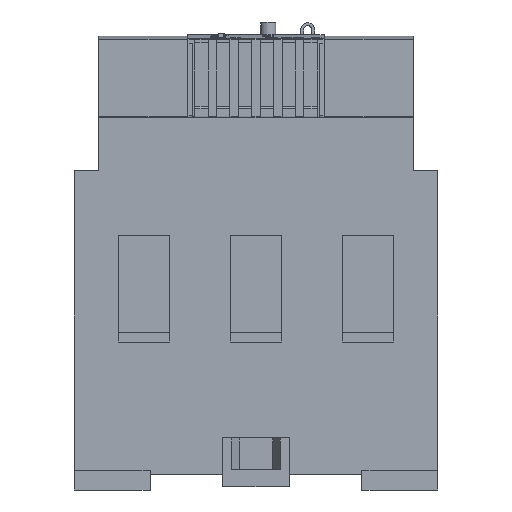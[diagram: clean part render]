
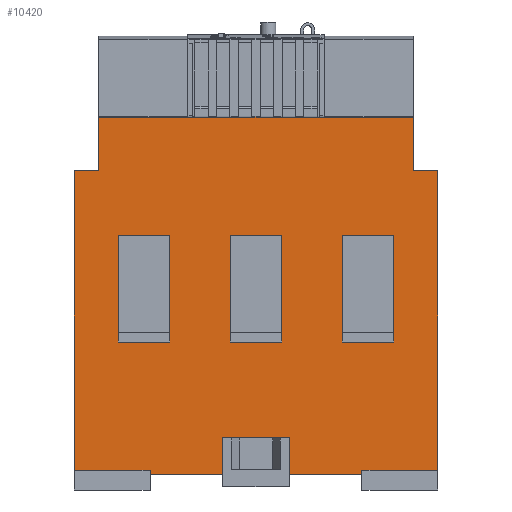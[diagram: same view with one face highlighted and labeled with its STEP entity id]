
A CAD part, front view. The second image highlights one B-rep face of the part: STEP entity #10420.
In plain terms, the highlighted planar face has unit normal (0, -1, 0).
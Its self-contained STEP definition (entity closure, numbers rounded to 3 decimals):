
#10420=ADVANCED_FACE('',(#27903,#27904,#27905,#27906),#27907,.F.);
#20038=VERTEX_POINT('',#37798);
#20040=VERTEX_POINT('',#37800);
#20042=EDGE_CURVE('',#20038,#20040,#37802,.T.);
#20070=VERTEX_POINT('',#37830);
#20072=EDGE_CURVE('',#20070,#20038,#37832,.T.);
#20122=VERTEX_POINT('',#37882);
#20124=EDGE_CURVE('',#20040,#20122,#37884,.T.);
#20136=VERTEX_POINT('',#37896);
#20138=EDGE_CURVE('',#20070,#20136,#37898,.T.);
#20324=VERTEX_POINT('',#38084);
#20328=EDGE_CURVE('',#20324,#20122,#38088,.T.);
#20598=VERTEX_POINT('',#38358);
#20602=VERTEX_POINT('',#38362);
#20604=EDGE_CURVE('',#20598,#20602,#38364,.T.);
#20678=VERTEX_POINT('',#38438);
#20682=VERTEX_POINT('',#38442);
#20684=EDGE_CURVE('',#20678,#20682,#38444,.T.);
#20746=VERTEX_POINT('',#38506);
#20748=EDGE_CURVE('',#20746,#20136,#38508,.T.);
#21210=VERTEX_POINT('',#38970);
#21212=VERTEX_POINT('',#38972);
#21214=EDGE_CURVE('',#21210,#21212,#38974,.T.);
#21244=VERTEX_POINT('',#39004);
#21246=EDGE_CURVE('',#21244,#21210,#39006,.T.);
#21380=VERTEX_POINT('',#39140);
#21382=EDGE_CURVE('',#21212,#21380,#39142,.T.);
#21424=EDGE_CURVE('',#21380,#21244,#39184,.T.);
#21496=VERTEX_POINT('',#39256);
#21498=VERTEX_POINT('',#39258);
#21500=EDGE_CURVE('',#21496,#21498,#39260,.T.);
#21530=VERTEX_POINT('',#39290);
#21532=EDGE_CURVE('',#21530,#21496,#39292,.T.);
#21666=VERTEX_POINT('',#39426);
#21668=EDGE_CURVE('',#21498,#21666,#39428,.T.);
#21710=EDGE_CURVE('',#21666,#21530,#39470,.T.);
#21782=VERTEX_POINT('',#39542);
#21784=VERTEX_POINT('',#39544);
#21786=EDGE_CURVE('',#21782,#21784,#39546,.T.);
#21816=VERTEX_POINT('',#39576);
#21818=EDGE_CURVE('',#21816,#21782,#39578,.T.);
#21952=VERTEX_POINT('',#39712);
#21954=EDGE_CURVE('',#21784,#21952,#39714,.T.);
#21996=EDGE_CURVE('',#21952,#21816,#39756,.T.);
#22134=VERTEX_POINT('',#39894);
#22138=EDGE_CURVE('',#20324,#22134,#39898,.T.);
#22144=EDGE_CURVE('',#22134,#20602,#39904,.T.);
#22150=VERTEX_POINT('',#39910);
#22152=EDGE_CURVE('',#22150,#20598,#39912,.T.);
#22154=VERTEX_POINT('',#39914);
#22156=EDGE_CURVE('',#22154,#22150,#39916,.T.);
#22158=VERTEX_POINT('',#39918);
#22160=EDGE_CURVE('',#22158,#22154,#39920,.T.);
#22162=VERTEX_POINT('',#39922);
#22164=EDGE_CURVE('',#22162,#22158,#39924,.T.);
#22166=EDGE_CURVE('',#20682,#22162,#39926,.T.);
#22168=EDGE_CURVE('',#20678,#20746,#39928,.T.);
#27903=FACE_OUTER_BOUND('',#45653,.T.);
#27904=FACE_BOUND('',#45654,.T.);
#27905=FACE_BOUND('',#45655,.T.);
#27906=FACE_BOUND('',#45656,.T.);
#27907=PLANE('',#45657);
#37798=CARTESIAN_POINT('',(49.001,26.0,17.2));
#37800=CARTESIAN_POINT('',(71.001,26.0,17.2));
#37802=LINE('',#60830,#60831);
#37830=CARTESIAN_POINT('',(49.001,26.0,5.0));
#37832=LINE('',#60876,#60877);
#37882=CARTESIAN_POINT('',(71.001,26.0,5.0));
#37884=LINE('',#60960,#60961);
#37896=CARTESIAN_POINT('',(25.001,26.0,5.0));
#37898=LINE('',#60984,#60985);
#38084=CARTESIAN_POINT('',(95.001,26.0,5.0));
#38088=LINE('',#61270,#61271);
#38358=CARTESIAN_POINT('',(120.001,26.0,105.5));
#38362=CARTESIAN_POINT('',(120.001,26.0,6.5));
#38364=LINE('',#61698,#61699);
#38438=CARTESIAN_POINT('',(0.001,26.0,6.5));
#38442=CARTESIAN_POINT('',(0.001,26.0,105.5));
#38444=LINE('',#61818,#61819);
#38506=CARTESIAN_POINT('',(25.001,26.0,6.5));
#38508=LINE('',#61916,#61917);
#38970=CARTESIAN_POINT('',(88.501,26.0,81.1));
#38972=CARTESIAN_POINT('',(88.501,26.0,84.1));
#38974=LINE('',#62651,#62652);
#39004=CARTESIAN_POINT('',(105.501,26.0,81.1));
#39006=LINE('',#62701,#62702);
#39140=CARTESIAN_POINT('',(105.501,26.0,84.1));
#39142=LINE('',#62923,#62924);
#39184=LINE('',#62994,#62995);
#39256=CARTESIAN_POINT('',(51.501,26.0,81.1));
#39258=CARTESIAN_POINT('',(51.501,26.0,84.1));
#39260=LINE('',#63114,#63115);
#39290=CARTESIAN_POINT('',(68.501,26.0,81.1));
#39292=LINE('',#63164,#63165);
#39426=CARTESIAN_POINT('',(68.501,26.0,84.1));
#39428=LINE('',#63386,#63387);
#39470=LINE('',#63457,#63458);
#39542=CARTESIAN_POINT('',(14.501,26.0,81.1));
#39544=CARTESIAN_POINT('',(14.501,26.0,84.1));
#39546=LINE('',#63577,#63578);
#39576=CARTESIAN_POINT('',(31.501,26.0,81.1));
#39578=LINE('',#63627,#63628);
#39712=CARTESIAN_POINT('',(31.501,26.0,84.1));
#39714=LINE('',#63849,#63850);
#39756=LINE('',#63920,#63921);
#39894=CARTESIAN_POINT('',(95.001,26.0,6.5));
#39898=LINE('',#64138,#64139);
#39904=LINE('',#64150,#64151);
#39910=CARTESIAN_POINT('',(112.001,26.0,105.5));
#39912=LINE('',#64164,#64165);
#39914=CARTESIAN_POINT('',(112.001,26.0,123.152));
#39916=LINE('',#64170,#64171);
#39918=CARTESIAN_POINT('',(8.001,26.0,123.152));
#39920=LINE('',#64176,#64177);
#39922=CARTESIAN_POINT('',(8.001,26.0,105.5));
#39924=LINE('',#64182,#64183);
#39926=LINE('',#64186,#64187);
#39928=LINE('',#64190,#64191);
#45653=EDGE_LOOP('',(#78780,#78781,#78782,#78783,#78784,#78785,#78786,#78787,#78788,#78789,#78790,#78791,#78792,#78793,#78794,#78795));
#45654=EDGE_LOOP('',(#78796,#78797,#78798,#78799));
#45655=EDGE_LOOP('',(#78800,#78801,#78802,#78803));
#45656=EDGE_LOOP('',(#78804,#78805,#78806,#78807));
#45657=AXIS2_PLACEMENT_3D('',#78808,#78809,#78810);
#60830=CARTESIAN_POINT('',(60.001,26.0,17.2));
#60831=VECTOR('',#85091,1.0);
#60876=CARTESIAN_POINT('',(49.001,26.0,39.907));
#60877=VECTOR('',#85099,1.0);
#60960=CARTESIAN_POINT('',(71.001,26.0,39.907));
#60961=VECTOR('',#85115,1.0);
#60984=CARTESIAN_POINT('',(120.001,26.0,5.0));
#60985=VECTOR('',#85120,1.0);
#61270=CARTESIAN_POINT('',(120.001,26.0,5.0));
#61271=VECTOR('',#85168,1.0);
#61698=CARTESIAN_POINT('',(120.001,26.0,105.5));
#61699=VECTOR('',#85264,1.0);
#61818=CARTESIAN_POINT('',(0.001,26.0,5.0));
#61819=VECTOR('',#85289,1.0);
#61916=CARTESIAN_POINT('',(25.001,26.0,36.982));
#61917=VECTOR('',#85306,1.0);
#62651=CARTESIAN_POINT('',(88.501,26.0,72.299));
#62652=VECTOR('',#85498,1.0);
#62701=CARTESIAN_POINT('',(74.251,26.0,81.1));
#62702=VECTOR('',#85507,1.0);
#62923=CARTESIAN_POINT('',(74.251,26.0,84.1));
#62924=VECTOR('',#85550,1.0);
#62994=CARTESIAN_POINT('',(105.501,26.0,72.299));
#62995=VECTOR('',#85572,1.0);
#63114=CARTESIAN_POINT('',(51.501,26.0,72.299));
#63115=VECTOR('',#85594,1.0);
#63164=CARTESIAN_POINT('',(55.751,26.0,81.1));
#63165=VECTOR('',#85603,1.0);
#63386=CARTESIAN_POINT('',(55.751,26.0,84.1));
#63387=VECTOR('',#85646,1.0);
#63457=CARTESIAN_POINT('',(68.501,26.0,72.299));
#63458=VECTOR('',#85668,1.0);
#63577=CARTESIAN_POINT('',(14.501,26.0,72.299));
#63578=VECTOR('',#85690,1.0);
#63627=CARTESIAN_POINT('',(37.251,26.0,81.1));
#63628=VECTOR('',#85699,1.0);
#63849=CARTESIAN_POINT('',(37.251,26.0,84.1));
#63850=VECTOR('',#85742,1.0);
#63920=CARTESIAN_POINT('',(31.501,26.0,72.299));
#63921=VECTOR('',#85764,1.0);
#64138=CARTESIAN_POINT('',(95.001,26.0,36.982));
#64139=VECTOR('',#85832,1.0);
#64150=CARTESIAN_POINT('',(83.751,26.0,6.5));
#64151=VECTOR('',#85835,1.0);
#64164=CARTESIAN_POINT('',(112.001,26.0,105.5));
#64165=VECTOR('',#85838,1.0);
#64170=CARTESIAN_POINT('',(112.001,26.0,138.511));
#64171=VECTOR('',#85839,1.0);
#64176=CARTESIAN_POINT('',(30.001,26.0,123.152));
#64177=VECTOR('',#85840,1.0);
#64182=CARTESIAN_POINT('',(8.001,26.0,105.5));
#64183=VECTOR('',#85841,1.0);
#64186=CARTESIAN_POINT('',(0.001,26.0,105.5));
#64187=VECTOR('',#85842,1.0);
#64190=CARTESIAN_POINT('',(36.251,26.0,6.5));
#64191=VECTOR('',#85843,1.0);
#78780=ORIENTED_EDGE('',*,*,#20124,.T.);
#78781=ORIENTED_EDGE('',*,*,#20328,.F.);
#78782=ORIENTED_EDGE('',*,*,#22138,.T.);
#78783=ORIENTED_EDGE('',*,*,#22144,.T.);
#78784=ORIENTED_EDGE('',*,*,#20604,.F.);
#78785=ORIENTED_EDGE('',*,*,#22152,.F.);
#78786=ORIENTED_EDGE('',*,*,#22156,.F.);
#78787=ORIENTED_EDGE('',*,*,#22160,.F.);
#78788=ORIENTED_EDGE('',*,*,#22164,.F.);
#78789=ORIENTED_EDGE('',*,*,#22166,.F.);
#78790=ORIENTED_EDGE('',*,*,#20684,.F.);
#78791=ORIENTED_EDGE('',*,*,#22168,.T.);
#78792=ORIENTED_EDGE('',*,*,#20748,.T.);
#78793=ORIENTED_EDGE('',*,*,#20138,.F.);
#78794=ORIENTED_EDGE('',*,*,#20072,.T.);
#78795=ORIENTED_EDGE('',*,*,#20042,.T.);
#78796=ORIENTED_EDGE('',*,*,#21246,.T.);
#78797=ORIENTED_EDGE('',*,*,#21214,.T.);
#78798=ORIENTED_EDGE('',*,*,#21382,.T.);
#78799=ORIENTED_EDGE('',*,*,#21424,.T.);
#78800=ORIENTED_EDGE('',*,*,#21532,.T.);
#78801=ORIENTED_EDGE('',*,*,#21500,.T.);
#78802=ORIENTED_EDGE('',*,*,#21668,.T.);
#78803=ORIENTED_EDGE('',*,*,#21710,.T.);
#78804=ORIENTED_EDGE('',*,*,#21818,.T.);
#78805=ORIENTED_EDGE('',*,*,#21786,.T.);
#78806=ORIENTED_EDGE('',*,*,#21954,.T.);
#78807=ORIENTED_EDGE('',*,*,#21996,.T.);
#78808=CARTESIAN_POINT('',(60.001,26.0,70.714));
#78809=DIRECTION('',(-0.0,1.0,0.0));
#78810=DIRECTION('',(1.0,0.0,0.0));
#85091=DIRECTION('',(1.0,0.0,0.0));
#85099=DIRECTION('',(0.0,0.0,1.0));
#85115=DIRECTION('',(0.0,0.0,-1.0));
#85120=DIRECTION('',(-1.0,0.0,0.0));
#85168=DIRECTION('',(-1.0,0.0,0.0));
#85264=DIRECTION('',(0.0,0.0,-1.0));
#85289=DIRECTION('',(0.0,0.0,1.0));
#85306=DIRECTION('',(0.0,0.0,-1.0));
#85498=DIRECTION('',(0.0,0.0,1.0));
#85507=DIRECTION('',(-1.0,0.0,0.0));
#85550=DIRECTION('',(1.0,0.0,0.0));
#85572=DIRECTION('',(0.0,0.0,-1.0));
#85594=DIRECTION('',(0.0,0.0,1.0));
#85603=DIRECTION('',(-1.0,0.0,0.0));
#85646=DIRECTION('',(1.0,0.0,0.0));
#85668=DIRECTION('',(0.0,0.0,-1.0));
#85690=DIRECTION('',(0.0,0.0,1.0));
#85699=DIRECTION('',(-1.0,0.0,0.0));
#85742=DIRECTION('',(1.0,0.0,0.0));
#85764=DIRECTION('',(0.0,0.0,-1.0));
#85832=DIRECTION('',(0.0,0.0,1.0));
#85835=DIRECTION('',(1.0,0.0,0.0));
#85838=DIRECTION('',(1.0,0.0,0.0));
#85839=DIRECTION('',(0.0,0.0,-1.0));
#85840=DIRECTION('',(1.0,0.0,0.0));
#85841=DIRECTION('',(0.0,0.0,1.0));
#85842=DIRECTION('',(1.0,0.0,0.0));
#85843=DIRECTION('',(1.0,0.0,0.0));
